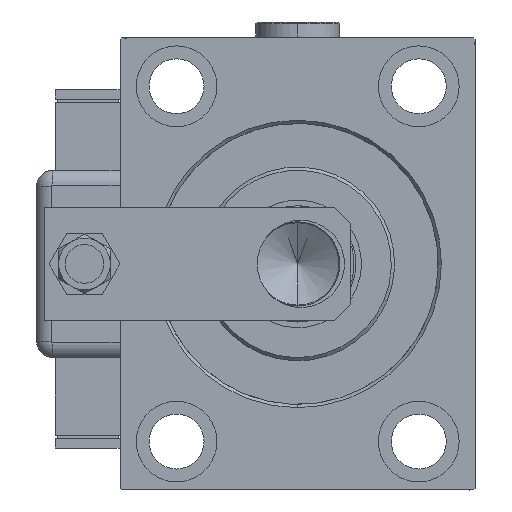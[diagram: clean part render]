
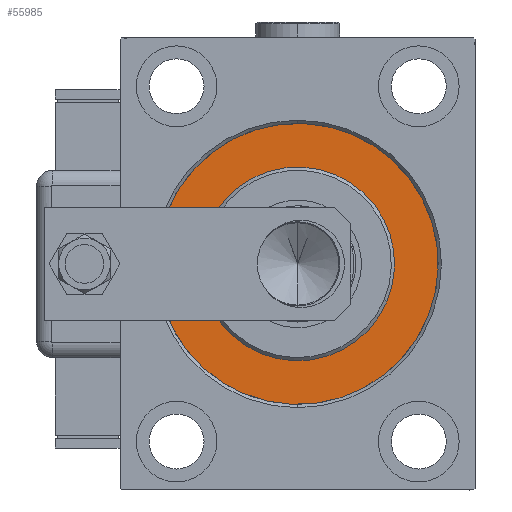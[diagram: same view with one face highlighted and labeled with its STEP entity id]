
A CAD part, left-side view. The second image highlights one B-rep face of the part: STEP entity #55985.
In plain terms, the highlighted face is planar.
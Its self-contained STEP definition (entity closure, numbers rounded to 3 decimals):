
#2526 = VERTEX_POINT ( 'NONE', #32768 ) ;
#3872 = AXIS2_PLACEMENT_3D ( 'NONE', #36524, #37445, #18660 ) ;
#9362 = CARTESIAN_POINT ( 'NONE',  ( 0., 0., 30. ) ) ;
#9943 = CARTESIAN_POINT ( 'NONE',  ( 0., 0., 43.5 ) ) ;
#11810 = EDGE_CURVE ( 'NONE', #31587, #50499, #43023, .T. ) ;
#12833 = ORIENTED_EDGE ( 'NONE', *, *, #24648, .F. ) ;
#14284 = VERTEX_POINT ( 'NONE', #9362 ) ;
#16274 = DIRECTION ( 'NONE',  ( 0., 0., -1. ) ) ;
#16449 = AXIS2_PLACEMENT_3D ( 'NONE', #23770, #60150, #56432 ) ;
#17156 = EDGE_CURVE ( 'NONE', #50499, #31587, #30995, .T. ) ;
#18660 = DIRECTION ( 'NONE',  ( 0., 0., 1. ) ) ;
#19605 = DIRECTION ( 'NONE',  ( 0., 0., 1. ) ) ;
#20893 = CARTESIAN_POINT ( 'NONE',  ( 0., 0., 0. ) ) ;
#21495 = CIRCLE ( 'NONE', #23436, 30. ) ;
#23254 = FACE_OUTER_BOUND ( 'NONE', #46852, .T. ) ;
#23436 = AXIS2_PLACEMENT_3D ( 'NONE', #20893, #58484, #16274 ) ;
#23479 = CARTESIAN_POINT ( 'NONE',  ( 0., 0., -43.5 ) ) ;
#23770 = CARTESIAN_POINT ( 'NONE',  ( 0., 0., 0. ) ) ;
#24648 = EDGE_CURVE ( 'NONE', #2526, #14284, #21495, .T. ) ;
#27333 = DIRECTION ( 'NONE',  ( 0., 0., -1. ) ) ;
#30995 = CIRCLE ( 'NONE', #37910, 43.5 ) ;
#31587 = VERTEX_POINT ( 'NONE', #23479 ) ;
#32768 = CARTESIAN_POINT ( 'NONE',  ( 0., 0., -30. ) ) ;
#36524 = CARTESIAN_POINT ( 'NONE',  ( 0., 0., 0. ) ) ;
#36536 = ORIENTED_EDGE ( 'NONE', *, *, #17156, .F. ) ;
#37445 = DIRECTION ( 'NONE',  ( -1., 0., 0. ) ) ;
#37850 = CIRCLE ( 'NONE', #49709, 30. ) ;
#37910 = AXIS2_PLACEMENT_3D ( 'NONE', #48559, #58098, #19605 ) ;
#41760 = ORIENTED_EDGE ( 'NONE', *, *, #44873, .F. ) ;
#43023 = CIRCLE ( 'NONE', #16449, 43.5 ) ;
#44873 = EDGE_CURVE ( 'NONE', #14284, #2526, #37850, .T. ) ;
#46444 = DIRECTION ( 'NONE',  ( 1., 0., 0. ) ) ;
#46852 = EDGE_LOOP ( 'NONE', ( #52778, #36536 ) ) ;
#48559 = CARTESIAN_POINT ( 'NONE',  ( 0., 0., 0. ) ) ;
#49709 = AXIS2_PLACEMENT_3D ( 'NONE', #60913, #46444, #27333 ) ;
#50499 = VERTEX_POINT ( 'NONE', #9943 ) ;
#51627 = FACE_BOUND ( 'NONE', #57317, .T. ) ;
#52778 = ORIENTED_EDGE ( 'NONE', *, *, #11810, .F. ) ;
#55985 = ADVANCED_FACE ( 'NONE', ( #51627, #23254 ), #60246, .F. ) ;
#56432 = DIRECTION ( 'NONE',  ( 0., 0., 1. ) ) ;
#57317 = EDGE_LOOP ( 'NONE', ( #41760, #12833 ) ) ;
#58098 = DIRECTION ( 'NONE',  ( -1., 0., 0. ) ) ;
#58484 = DIRECTION ( 'NONE',  ( 1., 0., 0. ) ) ;
#60150 = DIRECTION ( 'NONE',  ( -1., 0., 0. ) ) ;
#60246 = PLANE ( 'NONE',  #3872 ) ;
#60913 = CARTESIAN_POINT ( 'NONE',  ( 0., 0., 0. ) ) ;
